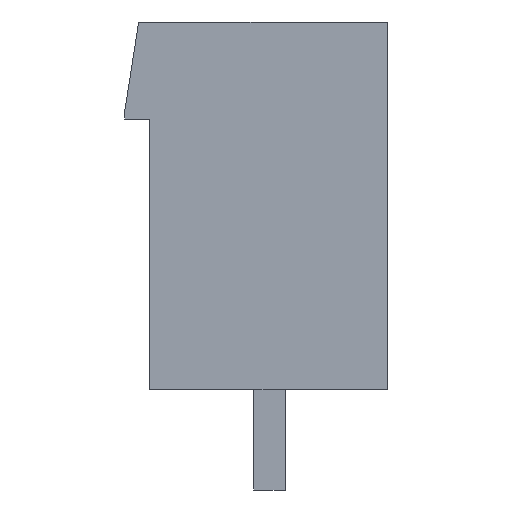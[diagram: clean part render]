
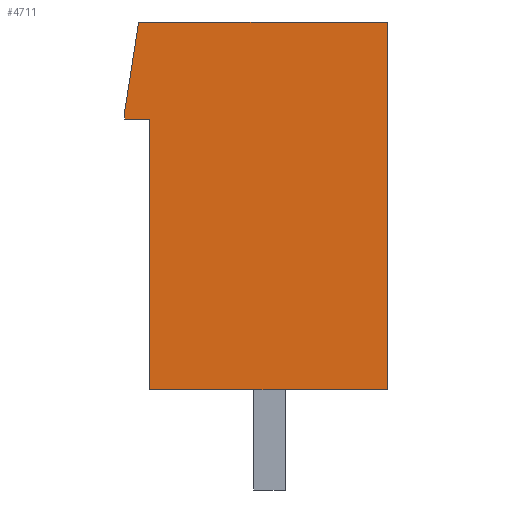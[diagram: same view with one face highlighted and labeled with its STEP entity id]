
A CAD part, left-side view. The second image highlights one B-rep face of the part: STEP entity #4711.
In plain terms, the highlighted planar face has unit normal (-1, 0, 0).
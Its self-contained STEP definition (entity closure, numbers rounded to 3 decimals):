
#4688=AXIS2_PLACEMENT_3D('Plane Axis2P3D',#4685,#4686,#4687) ;
#717=CARTESIAN_POINT('Vertex',(0.,7.95,14.95)) ;
#722=CARTESIAN_POINT('Line Origine',(0.,3.975,14.95)) ;
#726=CARTESIAN_POINT('Vertex',(0.,0.,14.95)) ;
#3319=CARTESIAN_POINT('Vertex',(0.,7.6,11.85)) ;
#3322=CARTESIAN_POINT('Line Origine',(0.,8.,11.85)) ;
#3326=CARTESIAN_POINT('Vertex',(0.,8.4,11.85)) ;
#3547=CARTESIAN_POINT('Vertex',(0.,7.6,3.2)) ;
#3550=CARTESIAN_POINT('Line Origine',(0.,7.6,7.525)) ;
#4658=CARTESIAN_POINT('Vertex',(0.,0.,3.2)) ;
#4661=CARTESIAN_POINT('Line Origine',(0.,3.8,3.2)) ;
#4673=CARTESIAN_POINT('Line Origine',(0.,0.,9.075)) ;
#4685=CARTESIAN_POINT('Axis2P3D Location',(0.,0.,-0.05)) ;
#4690=CARTESIAN_POINT('Line Origine',(0.,8.175,13.5)) ;
#4694=CARTESIAN_POINT('Vertex',(0.,8.4,12.05)) ;
#4697=CARTESIAN_POINT('Line Origine',(0.,8.4,11.95)) ;
#723=DIRECTION('Vector Direction',(0.,-1.,0.)) ;
#3323=DIRECTION('Vector Direction',(0.,-1.,0.)) ;
#3551=DIRECTION('Vector Direction',(0.,0.,-1.)) ;
#4662=DIRECTION('Vector Direction',(0.,-1.,0.)) ;
#4674=DIRECTION('Vector Direction',(0.,0.,-1.)) ;
#4686=DIRECTION('Axis2P3D Direction',(-1.,0.,0.)) ;
#4687=DIRECTION('Axis2P3D XDirection',(0.,0.,1.)) ;
#4691=DIRECTION('Vector Direction',(0.,0.153,-0.988)) ;
#4698=DIRECTION('Vector Direction',(0.,0.,1.)) ;
#724=VECTOR('Line Direction',#723,1.) ;
#3324=VECTOR('Line Direction',#3323,1.) ;
#3552=VECTOR('Line Direction',#3551,1.) ;
#4663=VECTOR('Line Direction',#4662,1.) ;
#4675=VECTOR('Line Direction',#4674,1.) ;
#4692=VECTOR('Line Direction',#4691,1.) ;
#4699=VECTOR('Line Direction',#4698,1.) ;
#4703=ORIENTED_EDGE('',*,*,#3328,.T.) ;
#4704=ORIENTED_EDGE('',*,*,#3554,.T.) ;
#4705=ORIENTED_EDGE('',*,*,#4665,.T.) ;
#4706=ORIENTED_EDGE('',*,*,#4677,.T.) ;
#4707=ORIENTED_EDGE('',*,*,#728,.T.) ;
#4708=ORIENTED_EDGE('',*,*,#4696,.T.) ;
#4709=ORIENTED_EDGE('',*,*,#4701,.T.) ;
#4711=ADVANCED_FACE('HOUSING',(#4710),#4689,.T.) ;
#728=EDGE_CURVE('',#727,#718,#725,.F.) ;
#3328=EDGE_CURVE('',#3327,#3320,#3325,.T.) ;
#3554=EDGE_CURVE('',#3320,#3548,#3553,.T.) ;
#4665=EDGE_CURVE('',#3548,#4659,#4664,.T.) ;
#4677=EDGE_CURVE('',#4659,#727,#4676,.F.) ;
#4696=EDGE_CURVE('',#718,#4695,#4693,.T.) ;
#4701=EDGE_CURVE('',#4695,#3327,#4700,.F.) ;
#4702=EDGE_LOOP('',(#4703,#4704,#4705,#4706,#4707,#4708,#4709)) ;
#4710=FACE_OUTER_BOUND('',#4702,.T.) ;
#725=LINE('Line',#722,#724) ;
#3325=LINE('Line',#3322,#3324) ;
#3553=LINE('Line',#3550,#3552) ;
#4664=LINE('Line',#4661,#4663) ;
#4676=LINE('Line',#4673,#4675) ;
#4693=LINE('Line',#4690,#4692) ;
#4700=LINE('Line',#4697,#4699) ;
#4689=PLANE('',#4688) ;
#718=VERTEX_POINT('',#717) ;
#727=VERTEX_POINT('',#726) ;
#3320=VERTEX_POINT('',#3319) ;
#3327=VERTEX_POINT('',#3326) ;
#3548=VERTEX_POINT('',#3547) ;
#4659=VERTEX_POINT('',#4658) ;
#4695=VERTEX_POINT('',#4694) ;
